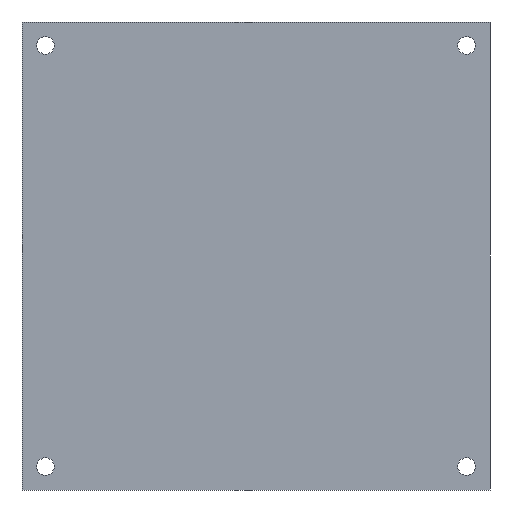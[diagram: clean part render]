
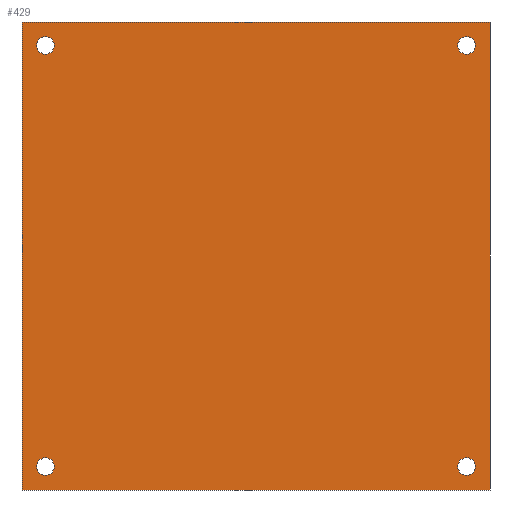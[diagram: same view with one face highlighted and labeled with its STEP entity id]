
A CAD part, left-side view. The second image highlights one B-rep face of the part: STEP entity #429.
In plain terms, the highlighted planar face has unit normal (-1, 0, 0).
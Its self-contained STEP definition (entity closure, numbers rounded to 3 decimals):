
#27=FACE_BOUND('',#81,.T.);
#28=FACE_BOUND('',#82,.T.);
#29=FACE_BOUND('',#83,.T.);
#30=FACE_BOUND('',#84,.T.);
#35=CIRCLE('',#466,1.875);
#36=CIRCLE('',#468,1.875);
#37=CIRCLE('',#470,1.875);
#38=CIRCLE('',#472,1.875);
#55=FACE_OUTER_BOUND('',#80,.T.);
#80=EDGE_LOOP('',(#364,#365,#366,#367));
#81=EDGE_LOOP('',(#368));
#82=EDGE_LOOP('',(#369));
#83=EDGE_LOOP('',(#370));
#84=EDGE_LOOP('',(#371));
#130=LINE('',#696,#179);
#131=LINE('',#698,#180);
#132=LINE('',#700,#181);
#133=LINE('',#701,#182);
#179=VECTOR('',#574,10.);
#180=VECTOR('',#575,10.);
#181=VECTOR('',#576,10.);
#182=VECTOR('',#577,10.);
#217=VERTEX_POINT('',#678);
#218=VERTEX_POINT('',#682);
#219=VERTEX_POINT('',#686);
#220=VERTEX_POINT('',#690);
#221=VERTEX_POINT('',#694);
#222=VERTEX_POINT('',#695);
#223=VERTEX_POINT('',#697);
#224=VERTEX_POINT('',#699);
#267=EDGE_CURVE('',#217,#217,#35,.T.);
#269=EDGE_CURVE('',#218,#218,#36,.T.);
#271=EDGE_CURVE('',#219,#219,#37,.T.);
#273=EDGE_CURVE('',#220,#220,#38,.T.);
#274=EDGE_CURVE('',#221,#222,#130,.T.);
#275=EDGE_CURVE('',#221,#223,#131,.T.);
#276=EDGE_CURVE('',#224,#223,#132,.T.);
#277=EDGE_CURVE('',#222,#224,#133,.T.);
#364=ORIENTED_EDGE('',*,*,#274,.F.);
#365=ORIENTED_EDGE('',*,*,#275,.T.);
#366=ORIENTED_EDGE('',*,*,#276,.F.);
#367=ORIENTED_EDGE('',*,*,#277,.F.);
#368=ORIENTED_EDGE('',*,*,#267,.T.);
#369=ORIENTED_EDGE('',*,*,#269,.T.);
#370=ORIENTED_EDGE('',*,*,#271,.T.);
#371=ORIENTED_EDGE('',*,*,#273,.T.);
#408=PLANE('',#473);
#429=ADVANCED_FACE('',(#55,#27,#28,#29,#30),#408,.T.);
#466=AXIS2_PLACEMENT_3D('',#680,#555,#556);
#468=AXIS2_PLACEMENT_3D('',#684,#560,#561);
#470=AXIS2_PLACEMENT_3D('',#688,#565,#566);
#472=AXIS2_PLACEMENT_3D('',#692,#570,#571);
#473=AXIS2_PLACEMENT_3D('',#693,#572,#573);
#555=DIRECTION('center_axis',(1.,0.,0.));
#556=DIRECTION('ref_axis',(0.,0.,-1.));
#560=DIRECTION('center_axis',(1.,0.,0.));
#561=DIRECTION('ref_axis',(0.,0.,-1.));
#565=DIRECTION('center_axis',(1.,0.,0.));
#566=DIRECTION('ref_axis',(0.,0.,-1.));
#570=DIRECTION('center_axis',(1.,0.,0.));
#571=DIRECTION('ref_axis',(0.,0.,-1.));
#572=DIRECTION('center_axis',(-1.,0.,0.));
#573=DIRECTION('ref_axis',(0.,0.,1.));
#574=DIRECTION('',(0.,0.,-1.));
#575=DIRECTION('',(0.,1.,0.));
#576=DIRECTION('',(0.,0.,1.));
#577=DIRECTION('',(0.,1.,0.));
#678=CARTESIAN_POINT('',(0.,5.,96.875));
#680=CARTESIAN_POINT('Origin',(0.,5.,95.));
#682=CARTESIAN_POINT('',(0.,5.,6.875));
#684=CARTESIAN_POINT('Origin',(0.,5.,5.));
#686=CARTESIAN_POINT('',(0.,95.,96.875));
#688=CARTESIAN_POINT('Origin',(0.,95.,95.));
#690=CARTESIAN_POINT('',(0.,95.,6.875));
#692=CARTESIAN_POINT('Origin',(0.,95.,5.));
#693=CARTESIAN_POINT('Origin',(0.,0.,0.));
#694=CARTESIAN_POINT('',(0.,0.,100.));
#695=CARTESIAN_POINT('',(0.,0.,0.));
#696=CARTESIAN_POINT('',(0.,0.,100.));
#697=CARTESIAN_POINT('',(0.,100.,100.));
#698=CARTESIAN_POINT('',(0.,0.,100.));
#699=CARTESIAN_POINT('',(0.,100.,0.));
#700=CARTESIAN_POINT('',(0.,100.,100.));
#701=CARTESIAN_POINT('',(0.,0.,0.));
